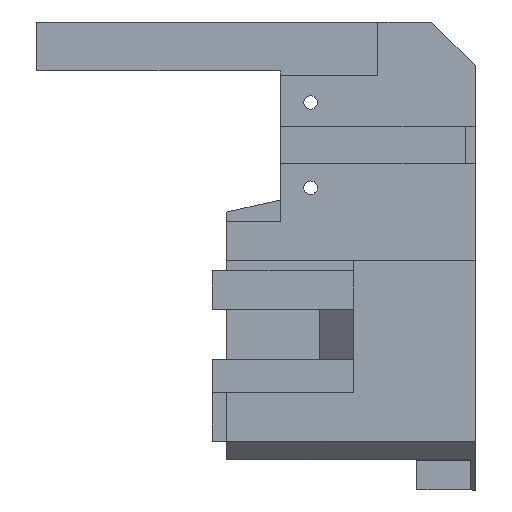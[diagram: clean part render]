
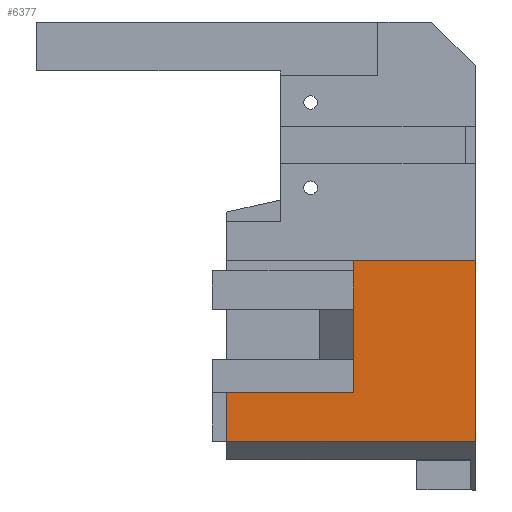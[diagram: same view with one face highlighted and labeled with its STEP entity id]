
A CAD part, left-side view. The second image highlights one B-rep face of the part: STEP entity #6377.
In plain terms, the highlighted planar face has unit normal (-1, 0, 0).
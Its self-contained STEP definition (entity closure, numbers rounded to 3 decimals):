
#68 = LINE ( 'NONE', #1160, #417 ) ;
#241 = FACE_OUTER_BOUND ( 'NONE', #7709, .T. ) ;
#417 = VECTOR ( 'NONE', #9358, 1000. ) ;
#517 = DIRECTION ( 'NONE',  ( -1., 0., 0. ) ) ;
#702 = CARTESIAN_POINT ( 'NONE',  ( 4.792, 20.881, 89.609 ) ) ;
#977 = EDGE_CURVE ( 'NONE', #5701, #7309, #4400, .T. ) ;
#1054 = VERTEX_POINT ( 'NONE', #10117 ) ;
#1160 = CARTESIAN_POINT ( 'NONE',  ( 4.792, 45.881, 89.609 ) ) ;
#1890 = CARTESIAN_POINT ( 'NONE',  ( 4.792, 20.881, 52.609 ) ) ;
#1968 = ORIENTED_EDGE ( 'NONE', *, *, #3958, .T. ) ;
#1999 = EDGE_CURVE ( 'NONE', #9233, #1054, #8651, .T. ) ;
#2078 = ORIENTED_EDGE ( 'NONE', *, *, #977, .T. ) ;
#2184 = LINE ( 'NONE', #7750, #7264 ) ;
#2243 = DIRECTION ( 'NONE',  ( 0., 0., -1. ) ) ;
#2252 = ORIENTED_EDGE ( 'NONE', *, *, #2740, .F. ) ;
#2633 = DIRECTION ( 'NONE',  ( 0., 1., 0. ) ) ;
#2740 = EDGE_CURVE ( 'NONE', #1054, #3437, #9311, .T. ) ;
#3018 = EDGE_CURVE ( 'NONE', #7309, #3437, #68, .T. ) ;
#3071 = DIRECTION ( 'NONE',  ( 0., 0., 1. ) ) ;
#3437 = VERTEX_POINT ( 'NONE', #5584 ) ;
#3958 = EDGE_CURVE ( 'NONE', #9233, #9489, #10122, .T. ) ;
#4248 = ORIENTED_EDGE ( 'NONE', *, *, #3018, .T. ) ;
#4400 = LINE ( 'NONE', #702, #8119 ) ;
#5584 = CARTESIAN_POINT ( 'NONE',  ( 4.792, 45.881, 62.609 ) ) ;
#5687 = AXIS2_PLACEMENT_3D ( 'NONE', #5983, #517, #11577 ) ;
#5701 = VERTEX_POINT ( 'NONE', #7218 ) ;
#5788 = DIRECTION ( 'NONE',  ( 0., -1., 0. ) ) ;
#5983 = CARTESIAN_POINT ( 'NONE',  ( 4.792, 71.881, 62.609 ) ) ;
#6040 = PLANE ( 'NONE',  #5687 ) ;
#6055 = VECTOR ( 'NONE', #7556, 1000. ) ;
#6377 = ADVANCED_FACE ( 'NONE', ( #241 ), #6040, .T. ) ;
#6432 = VECTOR ( 'NONE', #5788, 1000. ) ;
#7218 = CARTESIAN_POINT ( 'NONE',  ( 4.792, 20.881, 89.609 ) ) ;
#7264 = VECTOR ( 'NONE', #2243, 1000. ) ;
#7309 = VERTEX_POINT ( 'NONE', #9698 ) ;
#7532 = CARTESIAN_POINT ( 'NONE',  ( 4.792, 71.881, 62.609 ) ) ;
#7556 = DIRECTION ( 'NONE',  ( 0., -1., 0. ) ) ;
#7709 = EDGE_LOOP ( 'NONE', ( #4248, #2252, #7947, #1968, #9835, #2078 ) ) ;
#7750 = CARTESIAN_POINT ( 'NONE',  ( 4.792, 20.881, 66.609 ) ) ;
#7947 = ORIENTED_EDGE ( 'NONE', *, *, #1999, .F. ) ;
#8119 = VECTOR ( 'NONE', #2633, 1000. ) ;
#8449 = EDGE_CURVE ( 'NONE', #5701, #9489, #2184, .T. ) ;
#8651 = LINE ( 'NONE', #9636, #10870 ) ;
#9233 = VERTEX_POINT ( 'NONE', #9496 ) ;
#9311 = LINE ( 'NONE', #7532, #6432 ) ;
#9358 = DIRECTION ( 'NONE',  ( 0., 0., -1. ) ) ;
#9489 = VERTEX_POINT ( 'NONE', #1890 ) ;
#9496 = CARTESIAN_POINT ( 'NONE',  ( 4.792, 71.881, 52.609 ) ) ;
#9636 = CARTESIAN_POINT ( 'NONE',  ( 4.792, 71.881, 51.276 ) ) ;
#9698 = CARTESIAN_POINT ( 'NONE',  ( 4.792, 45.881, 89.609 ) ) ;
#9835 = ORIENTED_EDGE ( 'NONE', *, *, #8449, .F. ) ;
#10117 = CARTESIAN_POINT ( 'NONE',  ( 4.792, 71.881, 62.609 ) ) ;
#10122 = LINE ( 'NONE', #10252, #6055 ) ;
#10252 = CARTESIAN_POINT ( 'NONE',  ( 4.792, 80.881, 52.609 ) ) ;
#10870 = VECTOR ( 'NONE', #3071, 1000. ) ;
#11577 = DIRECTION ( 'NONE',  ( 0., 1., 0. ) ) ;
